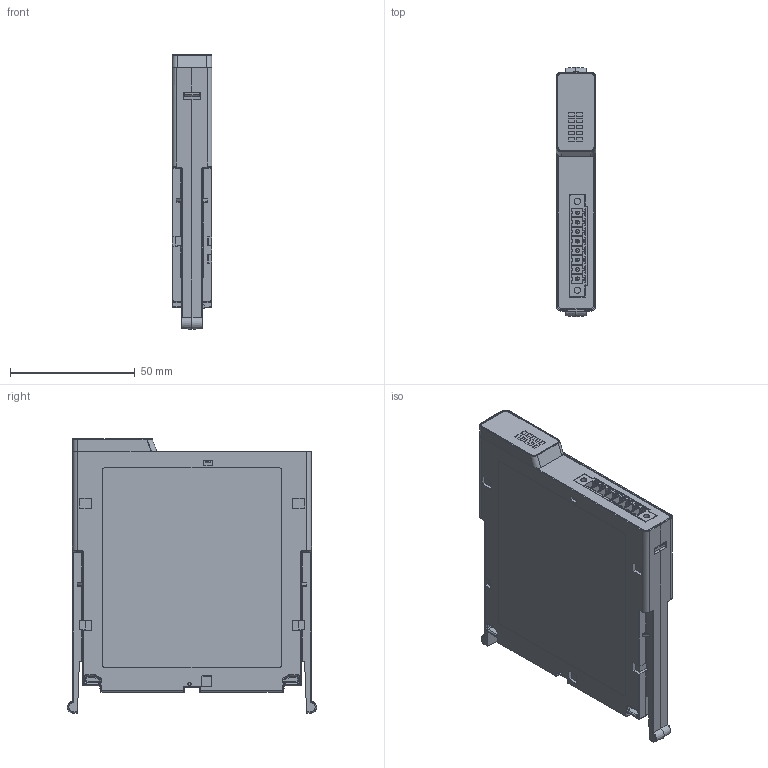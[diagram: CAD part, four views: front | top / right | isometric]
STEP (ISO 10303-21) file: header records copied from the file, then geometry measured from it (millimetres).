
FILE_DESCRIPTION((''),'2;1');
FILE_NAME('CAD-9122_SW0001','2024-07-03T14:01:47',('creinig-se'),(''),'CREO PARAMETRIC BY PTC INC, 2022284','CREO PARAMETRIC BY PTC INC, 2022284','');
FILE_SCHEMA(('CONFIG_CONTROL_DESIGN','SHAPE_APPEARANCE_LAYERS_GROUPS'));
Length unit declared in the file: millimetre
Products named in the file (1): CAD-9122_SW0001
Bounding box: 16 x 100 x 110.2 mm (x, y, z)
Volume: 141067.4 mm3; surface area: 31204.4 mm2
Topology: 1 solids, 1 shells, 1129 faces, 2843 edges, 1772 vertices
Faces by surface type: plane 764, cylinder 259, bspline 44, sphere 36, cone 22, torus 4
Entity records: 43808 total; most frequent: CARTESIAN_POINT 9333, ORIENTED_EDGE 5686, DIRECTION 5100, EDGE_CURVE 2843, VECTOR 2160, LINE 2160, VERTEX_POINT 1772, AXIS2_PLACEMENT_3D 1470
